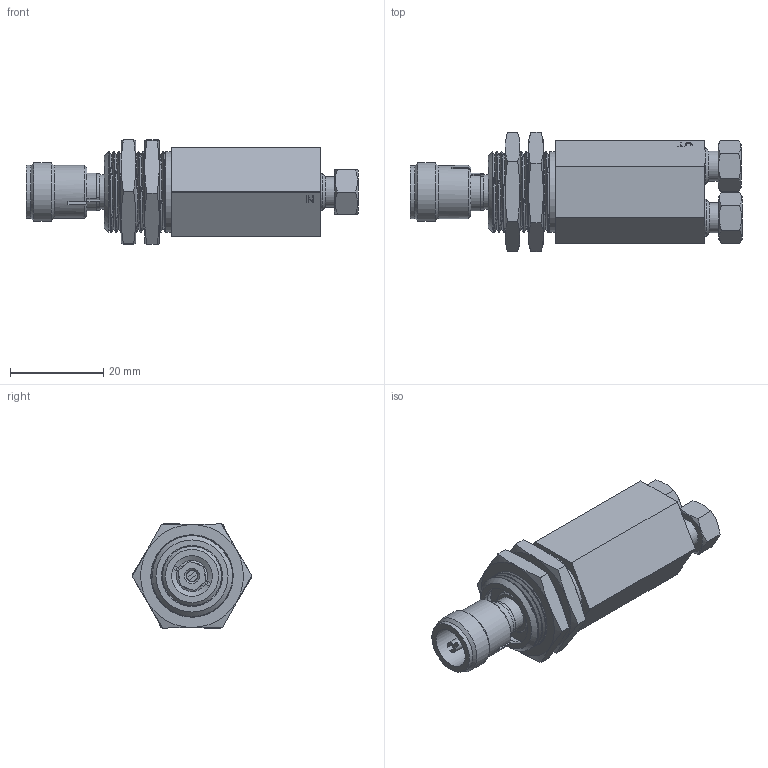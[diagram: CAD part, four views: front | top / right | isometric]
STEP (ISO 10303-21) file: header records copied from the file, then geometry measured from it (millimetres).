
FILE_DESCRIPTION((''),'2;1');
FILE_NAME('313403-CVA10GS2 Condyne combo valve.stp','2013-08-26T11:41:01',('Franzp'),(''),'Autodesk Inventor 2013','Autodesk Inventor 2013','');
FILE_SCHEMA(('AUTOMOTIVE_DESIGN { 1 0 10303 214 1 1 1 1 }'));
Length unit declared in the file: millimetre
Products named in the file (3): 3234a03; 323403; 313148
Assembly tree (3 placements, depth 2):
  3234a03
    323403
    313148  x2
Bounding box: 71.32 x 25.66 x 22.51 mm (x, y, z)
Volume: 1310.7 mm3; surface area: 9498.6 mm2
Topology: 2 solids, 16 shells, 139 faces, 434 edges, 306 vertices
Faces by surface type: plane 71, cylinder 38, cone 26, bspline 4
Full cylindrical faces by diameter (mm): 2.311 x1, 3.3 x2, 4.42 x1, 6.477 x2, 6.68 x1, 7.391 x1, 7.938 x2, 8.76 x1, 9.525 x1, 11.43 x2, 12.7 x1, 13.081 x1, 14.199 x1, 15.873 x2, 16.307 x2, 17.399 x1
Entity records: 8230 total; most frequent: CARTESIAN_POINT 4877, DIRECTION 626, ORIENTED_EDGE 532, EDGE_CURVE 337, VERTEX_POINT 265, AXIS2_PLACEMENT_3D 235, EDGE_LOOP 182, VECTOR 156
